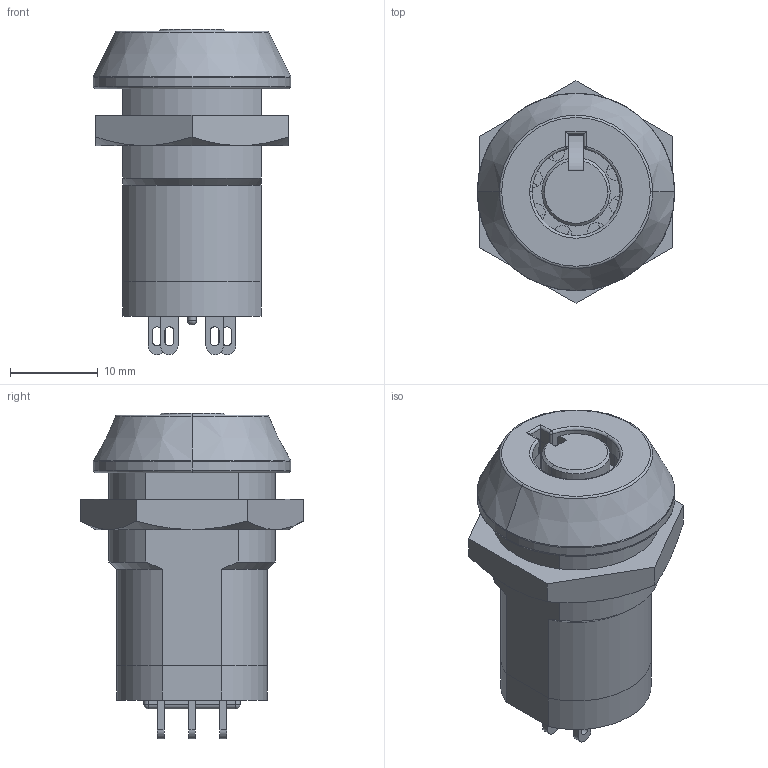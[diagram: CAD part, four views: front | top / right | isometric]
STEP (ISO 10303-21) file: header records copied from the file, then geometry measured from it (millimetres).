
FILE_DESCRIPTION (( 'STEP AP203' ), '1' );
FILE_NAME ('S-20-90-B-2.STEP', '2018-11-21T07:27:15', ( '' ), ( '' ), 'SwSTEP 2.0', 'SolidWorks 2014', '' );
FILE_SCHEMA (( 'CONFIG_CONTROL_DESIGN' ));
Length unit declared in the file: millimetre
Products named in the file (6): S-20_スリーブ; S-20_キャップ_S-20-90-B; S-20-90-B-2; S-20_スリーブケース_S-20-90-B-2; S-20_六角ナット; S-20_シャフト
Assembly tree (5 placements, depth 2):
  S-20-90-B-2
    S-20_スリーブケース_S-20-90-B-2
    S-20_シャフト
    S-20_キャップ_S-20-90-B
    S-20_六角ナット
    S-20_スリーブ
Bounding box: 22.6 x 25.4 x 37.2 mm (x, y, z)
Volume: 6418.3 mm3; surface area: 8163.1 mm2
Topology: 6 solids, 6 shells, 274 faces, 672 edges, 428 vertices
Faces by surface type: cylinder 112, plane 105, cone 44, torus 9, sphere 4
Entity records: 8841 total; most frequent: DIRECTION 1501, CARTESIAN_POINT 1490, ORIENTED_EDGE 1336, EDGE_CURVE 668, AXIS2_PLACEMENT_3D 577, VERTEX_POINT 426, VECTOR 347, LINE 347
